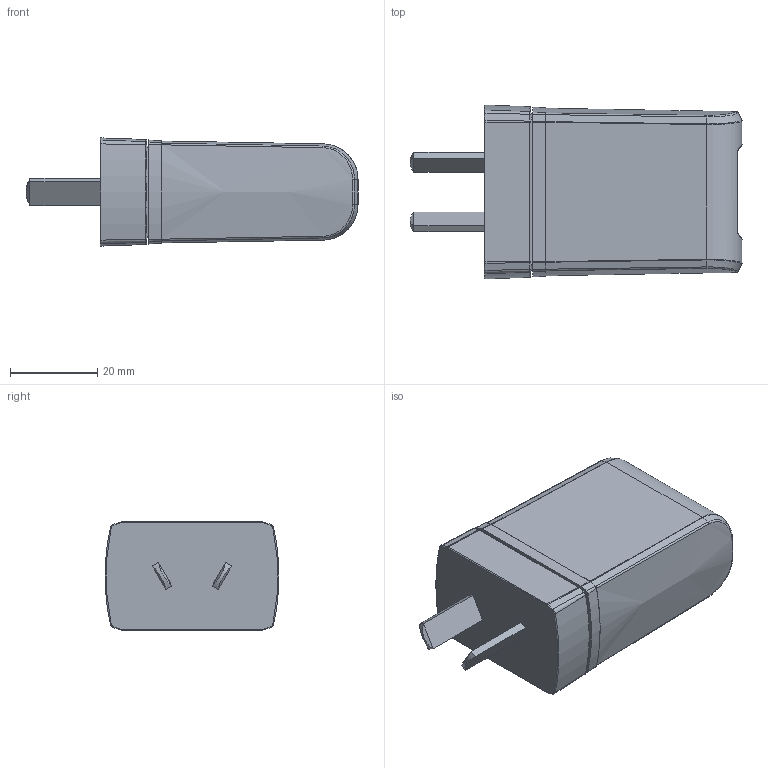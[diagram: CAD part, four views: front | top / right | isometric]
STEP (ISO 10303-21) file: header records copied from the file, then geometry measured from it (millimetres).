
FILE_DESCRIPTION((''),'2;1');
FILE_NAME('GT-83084-WWVV-USB-W2AR_ASM','2020-12-30T13:13:56',('rd05'),(''),'CREO PARAMETRIC BY PTC INC, 2018050','CREO PARAMETRIC BY PTC INC, 2018050','');
FILE_SCHEMA(('CONFIG_CONTROL_DESIGN','GEOMETRIC_VALIDATION_PROPERTIES_MIM'));
Length unit declared in the file: millimetre
Products named in the file (13): TOP_15_1_1_1; AR-BOT_39_1_1_1; PRT0024___1_1_1_1_1; PRT0025___1_9_1_2_1_1_1; PRT0025___1_9_1_2_2_1_1; PRT0025___1_9_1_2_ASM_1_ASM_1_ASM; ASM0007___ASM_1_ASM_1_1_ASM_1_A_ASM; CH-PIN_ASM_2_1_ASM_1_ASM_1_ASM; AU-BOT_10_1_1_1; DSA-10PFL-IN-AI-ALL_ASM_158_1_A_ASM; ASM0005_ASM_1_ASM_1_ASM; GT-83084-WWVV-USB-W2AR-1_ASM; GT-83084-WWVV-USB-W2AR_ASM
Assembly tree (12 placements, depth 8):
  GT-83084-WWVV-USB-W2AR_ASM
    GT-83084-WWVV-USB-W2AR-1_ASM
      ASM0005_ASM_1_ASM_1_ASM
        DSA-10PFL-IN-AI-ALL_ASM_158_1_A_ASM
          TOP_15_1_1_1
          AR-BOT_39_1_1_1
          CH-PIN_ASM_2_1_ASM_1_ASM_1_ASM
            ASM0007___ASM_1_ASM_1_1_ASM_1_A_ASM
              PRT0024___1_1_1_1_1
              PRT0025___1_9_1_2_ASM_1_ASM_1_ASM
                PRT0025___1_9_1_2_1_1_1
                PRT0025___1_9_1_2_2_1_1
          AU-BOT_10_1_1_1
Bounding box: 76.2 x 39.87 x 24.83 mm (x, y, z)
Volume: 23074.6 mm3; surface area: 23621.3 mm2
Topology: 5 solids, 5 shells, 819 faces, 2235 edges, 1433 vertices
Faces by surface type: plane 407, cylinder 178, bspline 105, cone 95, torus 30, sphere 4
Entity records: 32453 total; most frequent: CARTESIAN_POINT 12031, ORIENTED_EDGE 4462, DIRECTION 3732, EDGE_CURVE 2231, VERTEX_POINT 1433, VECTOR 1320, LINE 1320, AXIS2_PLACEMENT_3D 1206
